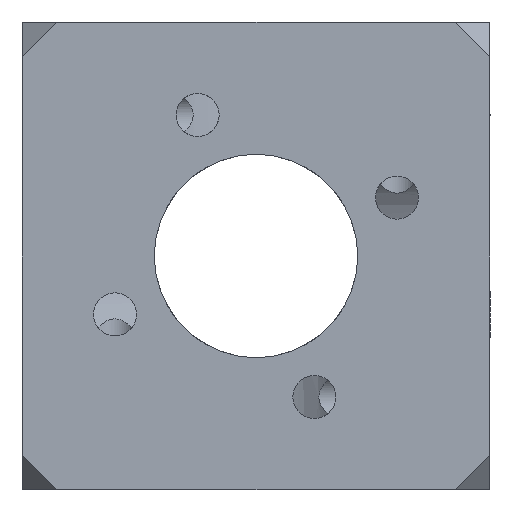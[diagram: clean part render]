
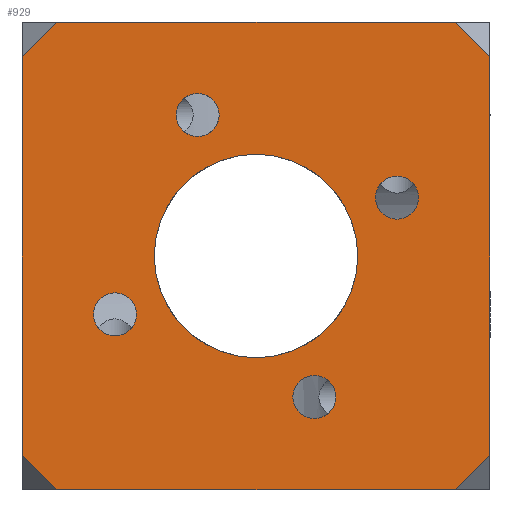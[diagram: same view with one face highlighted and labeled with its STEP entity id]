
A CAD part, front view. The second image highlights one B-rep face of the part: STEP entity #929.
In plain terms, the highlighted planar face has unit normal (0, -1, 0).
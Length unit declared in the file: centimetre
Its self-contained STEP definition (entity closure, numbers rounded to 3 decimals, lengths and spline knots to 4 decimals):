
#187=CIRCLE('',#994,0.1346);
#188=CIRCLE('',#995,0.1346);
#189=CIRCLE('',#996,0.1346);
#190=CIRCLE('',#997,0.1346);
#191=CIRCLE('',#998,0.635);
#206=VERTEX_POINT('',#1253);
#207=VERTEX_POINT('',#1255);
#211=VERTEX_POINT('',#1265);
#215=VERTEX_POINT('',#1275);
#221=VERTEX_POINT('',#1289);
#232=VERTEX_POINT('',#1319);
#239=VERTEX_POINT('',#1337);
#240=VERTEX_POINT('',#1341);
#241=VERTEX_POINT('',#1346);
#242=VERTEX_POINT('',#1348);
#243=VERTEX_POINT('',#1350);
#244=VERTEX_POINT('',#1352);
#245=VERTEX_POINT('',#1354);
#288=VECTOR('',#1061,1.);
#294=VECTOR('',#1068,1.);
#299=VECTOR('',#1074,1.);
#300=VECTOR('',#1086,1.);
#310=VECTOR('',#1110,1.);
#314=VECTOR('',#1126,1.);
#316=VECTOR('',#1129,1.);
#318=VECTOR('',#1132,1.);
#324=LINE('',#1254,#288);
#330=LINE('',#1266,#294);
#335=LINE('',#1276,#299);
#336=LINE('',#1288,#300);
#346=LINE('',#1318,#310);
#350=LINE('',#1336,#314);
#352=LINE('',#1340,#316);
#354=LINE('',#1344,#318);
#365=EDGE_CURVE('',#206,#207,#324,.T.);
#371=EDGE_CURVE('',#206,#211,#330,.T.);
#376=EDGE_CURVE('',#211,#215,#335,.T.);
#382=EDGE_CURVE('',#221,#207,#336,.T.);
#397=EDGE_CURVE('',#221,#232,#346,.T.);
#406=EDGE_CURVE('',#215,#239,#350,.T.);
#408=EDGE_CURVE('',#240,#232,#352,.T.);
#410=EDGE_CURVE('',#239,#240,#354,.T.);
#411=EDGE_CURVE('',#241,#241,#187,.T.);
#412=EDGE_CURVE('',#242,#242,#188,.T.);
#413=EDGE_CURVE('',#243,#243,#189,.T.);
#414=EDGE_CURVE('',#244,#244,#190,.T.);
#415=EDGE_CURVE('',#245,#245,#191,.T.);
#533=ORIENTED_EDGE('',*,*,#371,.T.);
#534=ORIENTED_EDGE('',*,*,#376,.T.);
#535=ORIENTED_EDGE('',*,*,#406,.T.);
#536=ORIENTED_EDGE('',*,*,#410,.T.);
#537=ORIENTED_EDGE('',*,*,#408,.T.);
#538=ORIENTED_EDGE('',*,*,#397,.F.);
#539=ORIENTED_EDGE('',*,*,#382,.T.);
#540=ORIENTED_EDGE('',*,*,#365,.F.);
#541=ORIENTED_EDGE('',*,*,#411,.T.);
#542=ORIENTED_EDGE('',*,*,#412,.T.);
#543=ORIENTED_EDGE('',*,*,#413,.T.);
#544=ORIENTED_EDGE('',*,*,#414,.T.);
#545=ORIENTED_EDGE('',*,*,#415,.T.);
#693=EDGE_LOOP('',(#533,#534,#535,#536,#537,#538,#539,#540));
#694=EDGE_LOOP('',(#541));
#695=EDGE_LOOP('',(#542));
#696=EDGE_LOOP('',(#543));
#697=EDGE_LOOP('',(#544));
#698=EDGE_LOOP('',(#545));
#821=FACE_BOUND('',#693,.T.);
#822=FACE_BOUND('',#694,.T.);
#823=FACE_BOUND('',#695,.T.);
#824=FACE_BOUND('',#696,.T.);
#825=FACE_BOUND('',#697,.T.);
#826=FACE_BOUND('',#698,.T.);
#929=ADVANCED_FACE('',(#821,#822,#823,#824,#825,#826),#2361,.T.);
#993=AXIS2_PLACEMENT_3D('',#1343,#1131,$);
#994=AXIS2_PLACEMENT_3D('',#1345,#1133,#1134);
#995=AXIS2_PLACEMENT_3D('',#1347,#1135,#1136);
#996=AXIS2_PLACEMENT_3D('',#1349,#1137,#1138);
#997=AXIS2_PLACEMENT_3D('',#1351,#1139,#1140);
#998=AXIS2_PLACEMENT_3D('',#1353,#1141,#1142);
#1061=DIRECTION('',(0.,0.,-1.));
#1068=DIRECTION('',(-0.707,0.,0.707));
#1074=DIRECTION('',(-1.,0.,0.));
#1086=DIRECTION('',(0.707,0.,0.707));
#1110=DIRECTION('',(-1.,0.,0.));
#1126=DIRECTION('',(-0.707,0.,-0.707));
#1129=DIRECTION('',(0.707,0.,-0.707));
#1131=DIRECTION('',(0.,-1.,0.));
#1132=DIRECTION('',(0.,0.,-1.));
#1133=DIRECTION('',(0.,1.,0.));
#1134=DIRECTION('',(-0.135,0.,0.));
#1135=DIRECTION('',(0.,1.,0.));
#1136=DIRECTION('',(-0.135,0.,0.));
#1137=DIRECTION('',(0.,1.,0.));
#1138=DIRECTION('',(-0.135,0.,0.));
#1139=DIRECTION('',(0.,1.,0.));
#1140=DIRECTION('',(-0.135,0.,0.));
#1141=DIRECTION('',(0.,1.,0.));
#1142=DIRECTION('',(0.635,0.,0.));
#1253=CARTESIAN_POINT('',(1.4605,-1.4605,1.2446));
#1254=CARTESIAN_POINT('',(1.4605,-1.4605,1.4605));
#1255=CARTESIAN_POINT('',(1.4605,-1.4605,-1.2446));
#1265=CARTESIAN_POINT('',(1.2446,-1.4605,1.4605));
#1266=CARTESIAN_POINT('',(1.7177,-1.4605,0.9874));
#1275=CARTESIAN_POINT('',(-1.2446,-1.4605,1.4605));
#1276=CARTESIAN_POINT('',(1.4605,-1.4605,1.4605));
#1288=CARTESIAN_POINT('',(1.7177,-1.4605,-0.9874));
#1289=CARTESIAN_POINT('',(1.2446,-1.4605,-1.4605));
#1318=CARTESIAN_POINT('',(1.4605,-1.4605,-1.4605));
#1319=CARTESIAN_POINT('',(-1.2446,-1.4605,-1.4605));
#1336=CARTESIAN_POINT('',(-0.9874,-1.4605,1.7177));
#1337=CARTESIAN_POINT('',(-1.4605,-1.4605,1.2446));
#1340=CARTESIAN_POINT('',(-0.9874,-1.4605,-1.7177));
#1341=CARTESIAN_POINT('',(-1.4605,-1.4605,-1.2446));
#1343=CARTESIAN_POINT('',(1.4605,-1.4605,0.));
#1344=CARTESIAN_POINT('',(-1.4605,-1.4605,1.4605));
#1345=CARTESIAN_POINT('',(0.88,-1.4605,0.3645));
#1346=CARTESIAN_POINT('',(0.7454,-1.4605,0.3645));
#1347=CARTESIAN_POINT('',(-0.88,-1.4605,-0.3645));
#1348=CARTESIAN_POINT('',(-1.0146,-1.4605,-0.3645));
#1349=CARTESIAN_POINT('',(-0.3645,-1.4605,0.88));
#1350=CARTESIAN_POINT('',(-0.4991,-1.4605,0.88));
#1351=CARTESIAN_POINT('',(0.3645,-1.4605,-0.88));
#1352=CARTESIAN_POINT('',(0.2299,-1.4605,-0.88));
#1353=CARTESIAN_POINT('',(0.,-1.4605,0.));
#1354=CARTESIAN_POINT('',(0.635,-1.4605,0.));
#2361=PLANE('',#993);
